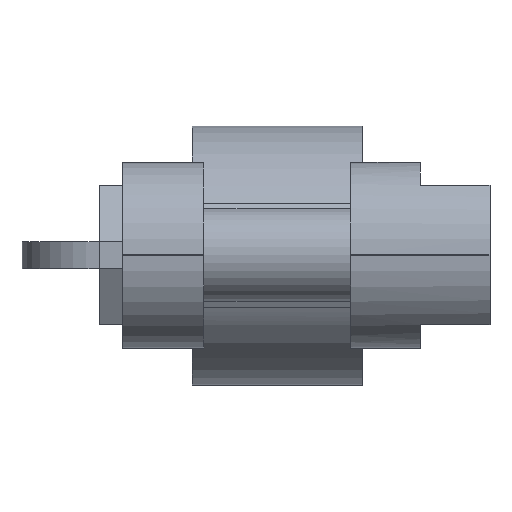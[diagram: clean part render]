
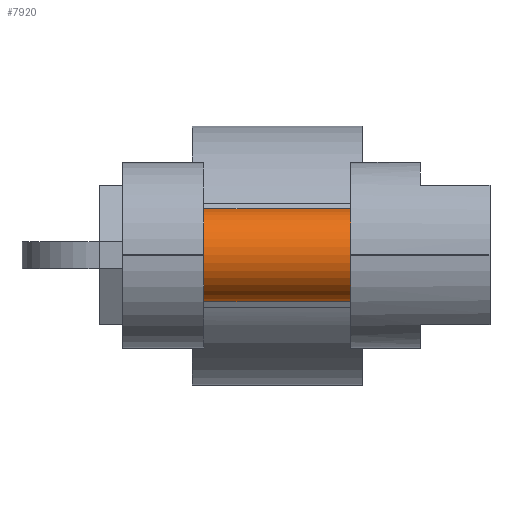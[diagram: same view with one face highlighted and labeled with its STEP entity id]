
A CAD part, top view. The second image highlights one B-rep face of the part: STEP entity #7920.
In plain terms, the highlighted cylindrical face has radius 12 mm (diameter 24 mm), a partial arc.
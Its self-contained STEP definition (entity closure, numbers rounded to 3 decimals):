
#1711=CARTESIAN_POINT('',(-19.,0.,118.));
#1712=DIRECTION('',(1.,0.,0.));
#1713=DIRECTION('',(0.,1.,0.));
#1714=AXIS2_PLACEMENT_3D('',#1711,#1712,#1713);
#1848=DIRECTION('',(-1.,0.,0.));
#1849=VECTOR('',#1848,38.);
#1850=CARTESIAN_POINT('',(19.,12.,118.));
#1851=LINE('',#1850,#1849);
#1852=DIRECTION('',(1.,0.,0.));
#1853=VECTOR('',#1852,38.);
#1854=CARTESIAN_POINT('',(-19.,-12.,118.));
#1855=LINE('',#1854,#1853);
#1871=CARTESIAN_POINT('',(19.,0.,118.));
#1872=DIRECTION('',(-1.,0.,0.));
#1873=DIRECTION('',(0.,-1.,0.));
#1874=AXIS2_PLACEMENT_3D('',#1871,#1872,#1873);
#6150=CARTESIAN_POINT('',(-19.,-12.,118.));
#6151=CARTESIAN_POINT('',(19.,-12.,118.));
#6152=VERTEX_POINT('',#6150);
#6153=VERTEX_POINT('',#6151);
#6154=CARTESIAN_POINT('',(19.,12.,118.));
#6155=CARTESIAN_POINT('',(-19.,12.,118.));
#6156=VERTEX_POINT('',#6154);
#6157=VERTEX_POINT('',#6155);
#7908=CARTESIAN_POINT('',(-19.,0.,118.));
#7909=DIRECTION('',(1.,0.,0.));
#7910=DIRECTION('',(0.,-1.,0.));
#7911=AXIS2_PLACEMENT_3D('',#7908,#7909,#7910);
#7912=CYLINDRICAL_SURFACE('',#7911,12.);
#7913=ORIENTED_EDGE('',*,*,#7696,.T.);
#7914=ORIENTED_EDGE('',*,*,#7903,.T.);
#7916=ORIENTED_EDGE('',*,*,#7915,.T.);
#7917=ORIENTED_EDGE('',*,*,#7899,.T.);
#7918=EDGE_LOOP('',(#7913,#7914,#7916,#7917));
#7919=FACE_OUTER_BOUND('',#7918,.F.);
#7920=ADVANCED_FACE('',(#7919),#7912,.F.);
#1715=CIRCLE('',#1714,12.);
#1875=CIRCLE('',#1874,12.);
#7696=EDGE_CURVE('',#6157,#6152,#1715,.T.);
#7899=EDGE_CURVE('',#6156,#6157,#1851,.T.);
#7903=EDGE_CURVE('',#6152,#6153,#1855,.T.);
#7915=EDGE_CURVE('',#6153,#6156,#1875,.T.);
